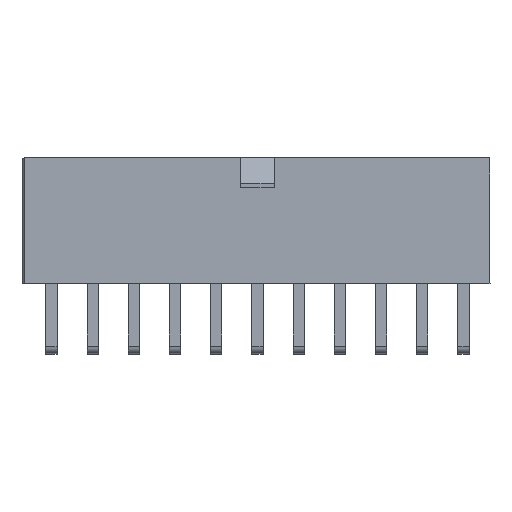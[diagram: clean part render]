
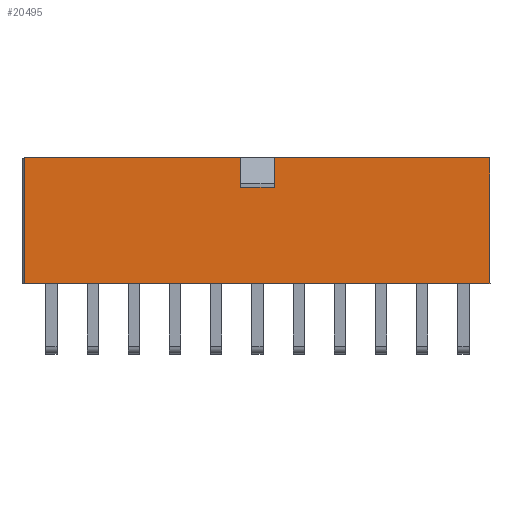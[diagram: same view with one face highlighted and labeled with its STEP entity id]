
A CAD part, top view. The second image highlights one B-rep face of the part: STEP entity #20495.
In plain terms, the highlighted planar face has unit normal (0, 0, 1).
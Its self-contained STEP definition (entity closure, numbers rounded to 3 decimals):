
#1497=ORIENTED_EDGE('',*,*,#5280,.F.);
#1498=ORIENTED_EDGE('',*,*,#5281,.F.);
#1499=ORIENTED_EDGE('',*,*,#5284,.F.);
#1500=ORIENTED_EDGE('',*,*,#5334,.F.);
#1501=ORIENTED_EDGE('',*,*,#5333,.T.);
#1502=ORIENTED_EDGE('',*,*,#5335,.T.);
#1503=ORIENTED_EDGE('',*,*,#5328,.F.);
#1504=ORIENTED_EDGE('',*,*,#5336,.F.);
#5280=EDGE_CURVE('',#7083,#7082,#8623,.T.);
#5281=EDGE_CURVE('',#7084,#7083,#8624,.T.);
#5284=EDGE_CURVE('',#7085,#7084,#8627,.T.);
#5328=EDGE_CURVE('',#7117,#7118,#8671,.T.);
#5333=EDGE_CURVE('',#7119,#7120,#8676,.T.);
#5334=EDGE_CURVE('',#7119,#7085,#8677,.T.);
#5335=EDGE_CURVE('',#7120,#7118,#8678,.T.);
#5336=EDGE_CURVE('',#7082,#7117,#8679,.T.);
#7082=VERTEX_POINT('',#27685);
#7083=VERTEX_POINT('',#27687);
#7084=VERTEX_POINT('',#27691);
#7085=VERTEX_POINT('',#27695);
#7117=VERTEX_POINT('',#27784);
#7118=VERTEX_POINT('',#27786);
#7119=VERTEX_POINT('',#27791);
#7120=VERTEX_POINT('',#27793);
#8623=LINE('',#27688,#10610);
#8624=LINE('',#27690,#10611);
#8627=LINE('',#27696,#10614);
#8671=LINE('',#27785,#10658);
#8676=LINE('',#27794,#10663);
#8677=LINE('',#27796,#10664);
#8678=LINE('',#27797,#10665);
#8679=LINE('',#27798,#10666);
#10610=VECTOR('',#23386,1000.);
#10611=VECTOR('',#23389,1000.);
#10614=VECTOR('',#23394,1000.);
#10658=VECTOR('',#23464,1000.);
#10663=VECTOR('',#23471,1000.);
#10664=VECTOR('',#23474,1000.);
#10665=VECTOR('',#23475,1000.);
#10666=VECTOR('',#23476,1000.);
#11991=EDGE_LOOP('',(#1497,#1498,#1499,#1500,#1501,#1502,#1503,#1504));
#12948=FACE_BOUND('',#11991,.T.);
#13869=PLANE('',#21338);
#20495=ADVANCED_FACE('',(#12948),#13869,.T.);
#21338=AXIS2_PLACEMENT_3D('',#27795,#23472,#23473);
#23386=DIRECTION('',(0.,-1.,0.));
#23389=DIRECTION('',(-1.,0.,0.));
#23394=DIRECTION('',(0.,1.,0.));
#23464=DIRECTION('',(0.,1.,0.));
#23471=DIRECTION('',(0.,1.,0.));
#23472=DIRECTION('',(0.,0.,1.));
#23473=DIRECTION('',(1.,0.,0.));
#23474=DIRECTION('',(-1.,0.,0.));
#23475=DIRECTION('',(-1.,0.,0.));
#23476=DIRECTION('',(-1.,0.,0.));
#27685=CARTESIAN_POINT('',(-1.7,-6.4,4.8));
#27687=CARTESIAN_POINT('',(-1.7,-3.4,4.8));
#27688=CARTESIAN_POINT('',(-1.7,-3.4,4.8));
#27690=CARTESIAN_POINT('',(1.7,-3.4,4.8));
#27691=CARTESIAN_POINT('',(1.7,-3.4,4.8));
#27695=CARTESIAN_POINT('',(1.7,-6.4,4.8));
#27696=CARTESIAN_POINT('',(1.7,-6.4,4.8));
#27784=CARTESIAN_POINT('',(-23.7,-6.4,4.8));
#27785=CARTESIAN_POINT('',(-23.7,-6.4,4.8));
#27786=CARTESIAN_POINT('',(-23.7,6.4,4.8));
#27791=CARTESIAN_POINT('',(23.7,-6.4,4.8));
#27793=CARTESIAN_POINT('',(23.7,6.4,4.8));
#27794=CARTESIAN_POINT('',(23.7,-6.4,4.8));
#27795=CARTESIAN_POINT('',(23.7,-6.4,4.8));
#27796=CARTESIAN_POINT('',(23.7,-6.4,4.8));
#27797=CARTESIAN_POINT('',(23.7,6.4,4.8));
#27798=CARTESIAN_POINT('',(23.7,-6.4,4.8));
